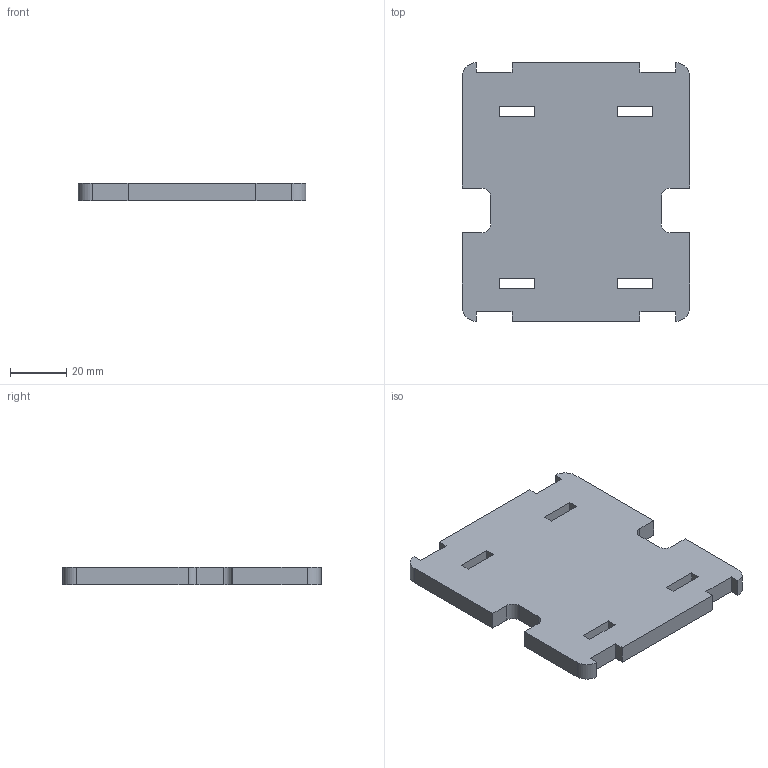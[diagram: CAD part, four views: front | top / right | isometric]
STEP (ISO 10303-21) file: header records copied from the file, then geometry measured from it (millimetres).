
FILE_DESCRIPTION (( 'STEP AP214' ), '1' );
FILE_NAME ('FuselageStructureBulkhead2.STEP', '2014-11-24T23:32:11', ( '' ), ( '' ), 'SwSTEP 2.0', 'SolidWorks 2014', '' );
FILE_SCHEMA (( 'AUTOMOTIVE_DESIGN' ));
Length unit declared in the file: inch
Products named in the file (1): FuselageStructureBulkhead2
Bounding box: 81.03 x 92.11 x 6.35 mm (x, y, z)
Volume: 43065.4 mm3; surface area: 16922.3 mm2
Topology: 1 solids, 1 shells, 50 faces, 144 edges, 96 vertices
Faces by surface type: plane 42, cylinder 8
Entity records: 1706 total; most frequent: CARTESIAN_POINT 291, ORIENTED_EDGE 288, DIRECTION 262, EDGE_CURVE 144, LINE 128, VECTOR 128, VERTEX_POINT 96, AXIS2_PLACEMENT_3D 67
